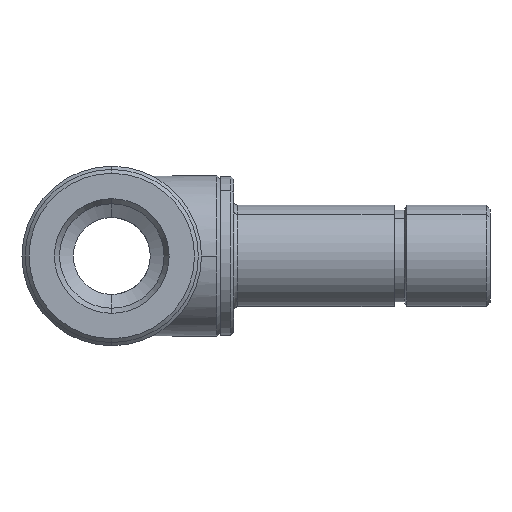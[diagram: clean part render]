
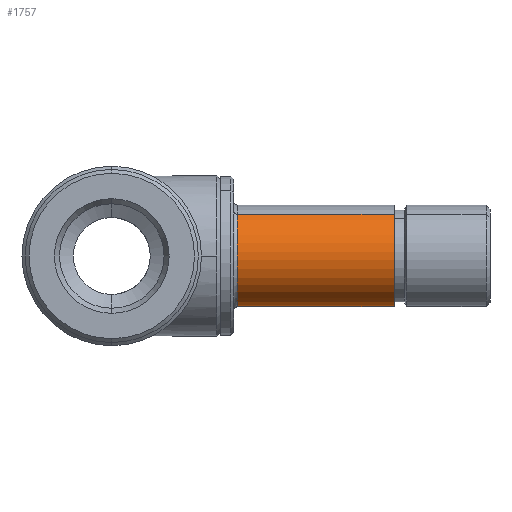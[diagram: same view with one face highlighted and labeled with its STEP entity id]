
A CAD part, left-side view. The second image highlights one B-rep face of the part: STEP entity #1757.
In plain terms, the highlighted cylindrical face has radius 3.975 mm (diameter 7.95 mm), a partial arc.
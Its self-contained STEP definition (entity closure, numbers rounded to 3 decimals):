
#683 = CIRCLE ( 'NONE', #695, 3.975 ) ;
#690 = DIRECTION ( 'NONE',  ( 0., -1., 0. ) ) ;
#694 = DIRECTION ( 'NONE',  ( 0.574, 0., -0.819 ) ) ;
#695 = AXIS2_PLACEMENT_3D ( 'NONE', #710, #690, #694 ) ;
#710 = CARTESIAN_POINT ( 'NONE',  ( 0., -9.8, 0. ) ) ;
#737 = CARTESIAN_POINT ( 'NONE',  ( -2.283, -9.8, 3.254 ) ) ;
#775 = CARTESIAN_POINT ( 'NONE',  ( 2.283, -9.8, -3.254 ) ) ;
#872 = CARTESIAN_POINT ( 'NONE',  ( 2.283, -22.025, -3.254 ) ) ;
#876 = VECTOR ( 'NONE', #881, 1000. ) ;
#881 = DIRECTION ( 'NONE',  ( 0., -1., 0. ) ) ;
#885 = CARTESIAN_POINT ( 'NONE',  ( -2.283, -22.025, 3.254 ) ) ;
#890 = CARTESIAN_POINT ( 'NONE',  ( -2.283, -29.5, 3.254 ) ) ;
#891 = LINE ( 'NONE', #890, #876 ) ;
#907 = LINE ( 'NONE', #909, #908 ) ;
#908 = VECTOR ( 'NONE', #911, 1000. ) ;
#909 = CARTESIAN_POINT ( 'NONE',  ( 2.283, -29.5, -3.254 ) ) ;
#911 = DIRECTION ( 'NONE',  ( 0., -1., 0. ) ) ;
#1266 = EDGE_CURVE ( 'NONE', #1295, #1305, #683, .T. ) ;
#1295 = VERTEX_POINT ( 'NONE', #737 ) ;
#1305 = VERTEX_POINT ( 'NONE', #775 ) ;
#1308 = VERTEX_POINT ( 'NONE', #885 ) ;
#1309 = EDGE_CURVE ( 'NONE', #1295, #1308, #891, .T. ) ;
#1317 = VERTEX_POINT ( 'NONE', #872 ) ;
#1328 = EDGE_CURVE ( 'NONE', #1305, #1317, #907, .T. ) ;
#1757 = ADVANCED_FACE ( 'NONE', ( #3008 ), #3024, .T. ) ;
#1765 = EDGE_CURVE ( 'NONE', #1308, #1317, #3003, .T. ) ;
#1776 = ORIENTED_EDGE ( 'NONE', *, *, #1309, .F. ) ;
#1781 = EDGE_LOOP ( 'NONE', ( #1776, #1804, #1803, #1818 ) ) ;
#1803 = ORIENTED_EDGE ( 'NONE', *, *, #1328, .T. ) ;
#1804 = ORIENTED_EDGE ( 'NONE', *, *, #1266, .T. ) ;
#1818 = ORIENTED_EDGE ( 'NONE', *, *, #1765, .F. ) ;
#2932 = DIRECTION ( 'NONE',  ( 0.574, 0., -0.819 ) ) ;
#2933 = DIRECTION ( 'NONE',  ( 0., -1., 0. ) ) ;
#2934 = CARTESIAN_POINT ( 'NONE',  ( 0., -29.5, 0. ) ) ;
#2935 = AXIS2_PLACEMENT_3D ( 'NONE', #2934, #2933, #2932 ) ;
#3000 = DIRECTION ( 'NONE',  ( 0.574, 0., -0.819 ) ) ;
#3001 = DIRECTION ( 'NONE',  ( 0., -1., 0. ) ) ;
#3002 = AXIS2_PLACEMENT_3D ( 'NONE', #3018, #3001, #3000 ) ;
#3003 = CIRCLE ( 'NONE', #3002, 3.975 ) ;
#3008 = FACE_OUTER_BOUND ( 'NONE', #1781, .T. ) ;
#3018 = CARTESIAN_POINT ( 'NONE',  ( 0., -22.025, 0. ) ) ;
#3024 = CYLINDRICAL_SURFACE ( 'NONE', #2935, 3.975 ) ;
